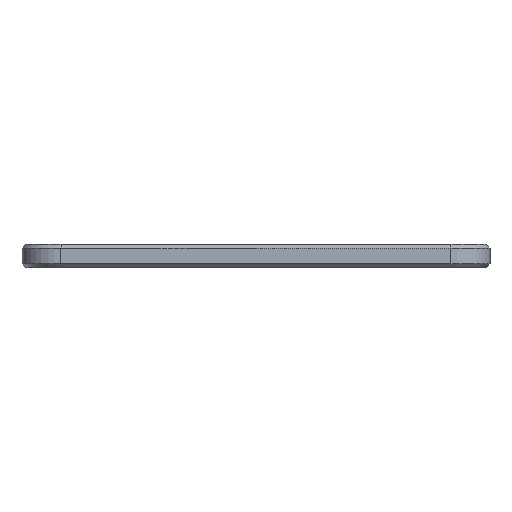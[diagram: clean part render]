
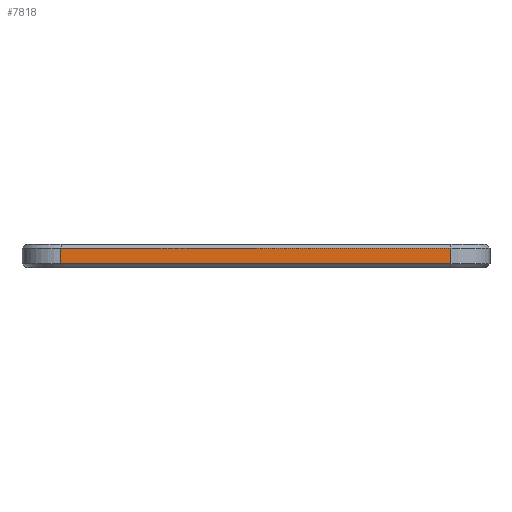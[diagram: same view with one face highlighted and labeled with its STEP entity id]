
A CAD part, left-side view. The second image highlights one B-rep face of the part: STEP entity #7818.
In plain terms, the highlighted planar face has unit normal (-1, 0, 0).
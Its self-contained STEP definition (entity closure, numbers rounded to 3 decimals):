
#6587 = PLANE('',#6588);
#6588 = AXIS2_PLACEMENT_3D('',#6589,#6590,#6591);
#6589 = CARTESIAN_POINT('',(-47.5,42.,2.5));
#6590 = DIRECTION('',(-0.707,0.,0.707));
#6591 = DIRECTION('',(0.,-1.,0.));
#7001 = VERTEX_POINT('',#7002);
#7002 = CARTESIAN_POINT('',(-47.5,25.,2.5));
#7017 = CYLINDRICAL_SURFACE('',#7018,5.);
#7018 = AXIS2_PLACEMENT_3D('',#7019,#7020,#7021);
#7019 = CARTESIAN_POINT('',(-42.5,25.,1.5));
#7020 = DIRECTION('',(0.,0.,1.));
#7021 = DIRECTION('',(0.,1.,-0.));
#7055 = EDGE_CURVE('',#7001,#7056,#7058,.T.);
#7056 = VERTEX_POINT('',#7057);
#7057 = CARTESIAN_POINT('',(-47.5,-25.,2.5));
#7058 = SURFACE_CURVE('',#7059,(#7063,#7070),.PCURVE_S1.);
#7059 = LINE('',#7060,#7061);
#7060 = CARTESIAN_POINT('',(-47.5,0.,2.5));
#7061 = VECTOR('',#7062,1.);
#7062 = DIRECTION('',(0.,-1.,0.));
#7063 = PCURVE('',#6587,#7064);
#7064 = DEFINITIONAL_REPRESENTATION('',(#7065),#7069);
#7065 = LINE('',#7066,#7067);
#7066 = CARTESIAN_POINT('',(42.,0.));
#7067 = VECTOR('',#7068,1.);
#7068 = DIRECTION('',(1.,0.));
#7069 = ( GEOMETRIC_REPRESENTATION_CONTEXT(2) 
PARAMETRIC_REPRESENTATION_CONTEXT() REPRESENTATION_CONTEXT('2D SPACE',''
  ) );
#7070 = PCURVE('',#7071,#7076);
#7071 = PLANE('',#7072);
#7072 = AXIS2_PLACEMENT_3D('',#7073,#7074,#7075);
#7073 = CARTESIAN_POINT('',(-47.5,-30.,0.));
#7074 = DIRECTION('',(1.,0.,0.));
#7075 = DIRECTION('',(-0.,1.,0.));
#7076 = DEFINITIONAL_REPRESENTATION('',(#7077),#7081);
#7077 = LINE('',#7078,#7079);
#7078 = CARTESIAN_POINT('',(30.,2.5));
#7079 = VECTOR('',#7080,1.);
#7080 = DIRECTION('',(-1.,0.));
#7081 = ( GEOMETRIC_REPRESENTATION_CONTEXT(2) 
PARAMETRIC_REPRESENTATION_CONTEXT() REPRESENTATION_CONTEXT('2D SPACE',''
  ) );
#7126 = CYLINDRICAL_SURFACE('',#7127,5.);
#7127 = AXIS2_PLACEMENT_3D('',#7128,#7129,#7130);
#7128 = CARTESIAN_POINT('',(-42.5,-25.,1.5));
#7129 = DIRECTION('',(0.,0.,1.));
#7130 = DIRECTION('',(-1.,0.,0.));
#7354 = PLANE('',#7355);
#7355 = AXIS2_PLACEMENT_3D('',#7356,#7357,#7358);
#7356 = CARTESIAN_POINT('',(-47.5,42.,0.5));
#7357 = DIRECTION('',(0.707,0.,0.707));
#7358 = DIRECTION('',(0.,-1.,0.));
#7818 = ADVANCED_FACE('',(#7819),#7071,.F.);
#7819 = FACE_BOUND('',#7820,.T.);
#7820 = EDGE_LOOP('',(#7821,#7846,#7867,#7868));
#7821 = ORIENTED_EDGE('',*,*,#7822,.T.);
#7822 = EDGE_CURVE('',#7823,#7825,#7827,.T.);
#7823 = VERTEX_POINT('',#7824);
#7824 = CARTESIAN_POINT('',(-47.5,25.,0.5));
#7825 = VERTEX_POINT('',#7826);
#7826 = CARTESIAN_POINT('',(-47.5,-25.,0.5));
#7827 = SURFACE_CURVE('',#7828,(#7832,#7839),.PCURVE_S1.);
#7828 = LINE('',#7829,#7830);
#7829 = CARTESIAN_POINT('',(-47.5,0.,0.5));
#7830 = VECTOR('',#7831,1.);
#7831 = DIRECTION('',(0.,-1.,0.));
#7832 = PCURVE('',#7071,#7833);
#7833 = DEFINITIONAL_REPRESENTATION('',(#7834),#7838);
#7834 = LINE('',#7835,#7836);
#7835 = CARTESIAN_POINT('',(30.,0.5));
#7836 = VECTOR('',#7837,1.);
#7837 = DIRECTION('',(-1.,0.));
#7838 = ( GEOMETRIC_REPRESENTATION_CONTEXT(2) 
PARAMETRIC_REPRESENTATION_CONTEXT() REPRESENTATION_CONTEXT('2D SPACE',''
  ) );
#7839 = PCURVE('',#7354,#7840);
#7840 = DEFINITIONAL_REPRESENTATION('',(#7841),#7845);
#7841 = LINE('',#7842,#7843);
#7842 = CARTESIAN_POINT('',(42.,0.));
#7843 = VECTOR('',#7844,1.);
#7844 = DIRECTION('',(1.,0.));
#7845 = ( GEOMETRIC_REPRESENTATION_CONTEXT(2) 
PARAMETRIC_REPRESENTATION_CONTEXT() REPRESENTATION_CONTEXT('2D SPACE',''
  ) );
#7846 = ORIENTED_EDGE('',*,*,#7847,.T.);
#7847 = EDGE_CURVE('',#7825,#7056,#7848,.T.);
#7848 = SURFACE_CURVE('',#7849,(#7853,#7860),.PCURVE_S1.);
#7849 = LINE('',#7850,#7851);
#7850 = CARTESIAN_POINT('',(-47.5,-25.,1.5));
#7851 = VECTOR('',#7852,1.);
#7852 = DIRECTION('',(0.,0.,1.));
#7853 = PCURVE('',#7071,#7854);
#7854 = DEFINITIONAL_REPRESENTATION('',(#7855),#7859);
#7855 = LINE('',#7856,#7857);
#7856 = CARTESIAN_POINT('',(5.,1.5));
#7857 = VECTOR('',#7858,1.);
#7858 = DIRECTION('',(0.,1.));
#7859 = ( GEOMETRIC_REPRESENTATION_CONTEXT(2) 
PARAMETRIC_REPRESENTATION_CONTEXT() REPRESENTATION_CONTEXT('2D SPACE',''
  ) );
#7860 = PCURVE('',#7126,#7861);
#7861 = DEFINITIONAL_REPRESENTATION('',(#7862),#7866);
#7862 = LINE('',#7863,#7864);
#7863 = CARTESIAN_POINT('',(0.,0.));
#7864 = VECTOR('',#7865,1.);
#7865 = DIRECTION('',(0.,1.));
#7866 = ( GEOMETRIC_REPRESENTATION_CONTEXT(2) 
PARAMETRIC_REPRESENTATION_CONTEXT() REPRESENTATION_CONTEXT('2D SPACE',''
  ) );
#7867 = ORIENTED_EDGE('',*,*,#7055,.F.);
#7868 = ORIENTED_EDGE('',*,*,#7869,.F.);
#7869 = EDGE_CURVE('',#7823,#7001,#7870,.T.);
#7870 = SURFACE_CURVE('',#7871,(#7875,#7882),.PCURVE_S1.);
#7871 = LINE('',#7872,#7873);
#7872 = CARTESIAN_POINT('',(-47.5,25.,1.5));
#7873 = VECTOR('',#7874,1.);
#7874 = DIRECTION('',(0.,0.,1.));
#7875 = PCURVE('',#7071,#7876);
#7876 = DEFINITIONAL_REPRESENTATION('',(#7877),#7881);
#7877 = LINE('',#7878,#7879);
#7878 = CARTESIAN_POINT('',(55.,1.5));
#7879 = VECTOR('',#7880,1.);
#7880 = DIRECTION('',(0.,1.));
#7881 = ( GEOMETRIC_REPRESENTATION_CONTEXT(2) 
PARAMETRIC_REPRESENTATION_CONTEXT() REPRESENTATION_CONTEXT('2D SPACE',''
  ) );
#7882 = PCURVE('',#7017,#7883);
#7883 = DEFINITIONAL_REPRESENTATION('',(#7884),#7888);
#7884 = LINE('',#7885,#7886);
#7885 = CARTESIAN_POINT('',(1.571,0.));
#7886 = VECTOR('',#7887,1.);
#7887 = DIRECTION('',(0.,1.));
#7888 = ( GEOMETRIC_REPRESENTATION_CONTEXT(2) 
PARAMETRIC_REPRESENTATION_CONTEXT() REPRESENTATION_CONTEXT('2D SPACE',''
  ) );
